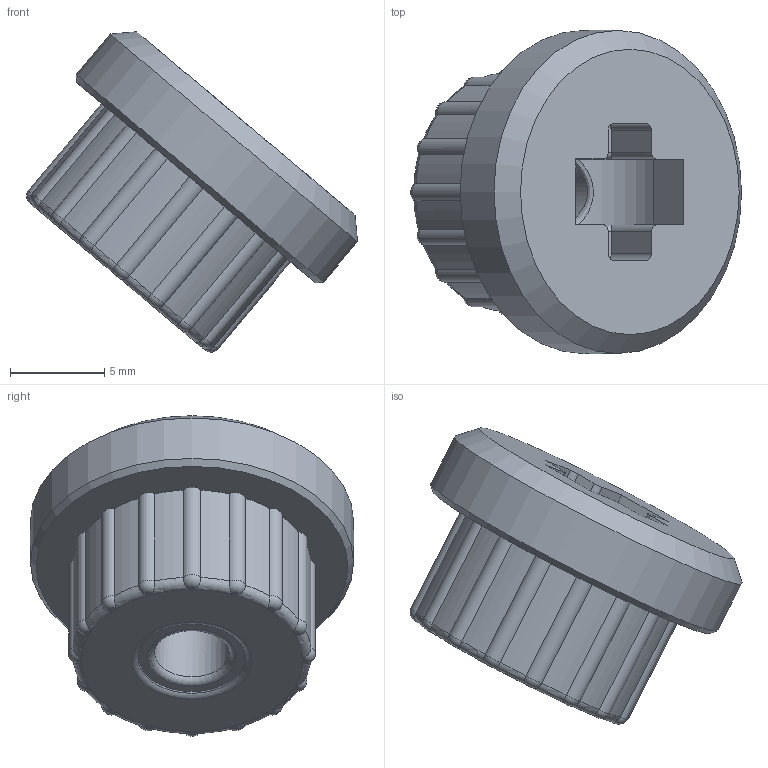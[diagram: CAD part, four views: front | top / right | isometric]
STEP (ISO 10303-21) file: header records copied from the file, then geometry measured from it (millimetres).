
FILE_DESCRIPTION(/* description */ ('STEP AP242','CAx-IF Rec.Pracs.---Representation and Presentation of Product Manufacturing Information (PMI)---4.0---2014-10-13','CAx-IF Rec.Pracs.---3D Tessellated Geometry---0.4---2014-09-14','2;1'),/* implementation_level */ '2;1');
FILE_NAME(/* name */ '67fd676cd683c95af7465d0f',/* time_stamp */ '2025-04-14T19:52:13Z',/* author */ (''),/* organization */ (''),/* preprocessor_version */ 'ST-DEVELOPER v20',/* originating_system */ 'ONSHAPE BY PTC INC, 1.196',/* authorisation */ ' ');
FILE_SCHEMA (('AP242_MANAGED_MODEL_BASED_3D_ENGINEERING_MIM_LF { 1 0 10303 442 1 1 4 }'));
Length unit declared in the file: metre
Products named in the file (1): MR63 Adapter
Bounding box: 17.57 x 17.15 x 17.01 mm (x, y, z)
Volume: 1509.1 mm3; surface area: 1071.3 mm2
Topology: 1 solids, 1 shells, 103 faces, 260 edges, 161 vertices
Faces by surface type: cylinder 48, torus 34, plane 16, cone 3, bspline 2
Full cylindrical faces by diameter (mm): 4 x1, 17.15 x1
Entity records: 3180 total; most frequent: CARTESIAN_POINT 722, DIRECTION 538, ORIENTED_EDGE 498, EDGE_CURVE 249, AXIS2_PLACEMENT_3D 229, VERTEX_POINT 157, CIRCLE 123, EDGE_LOOP 114
